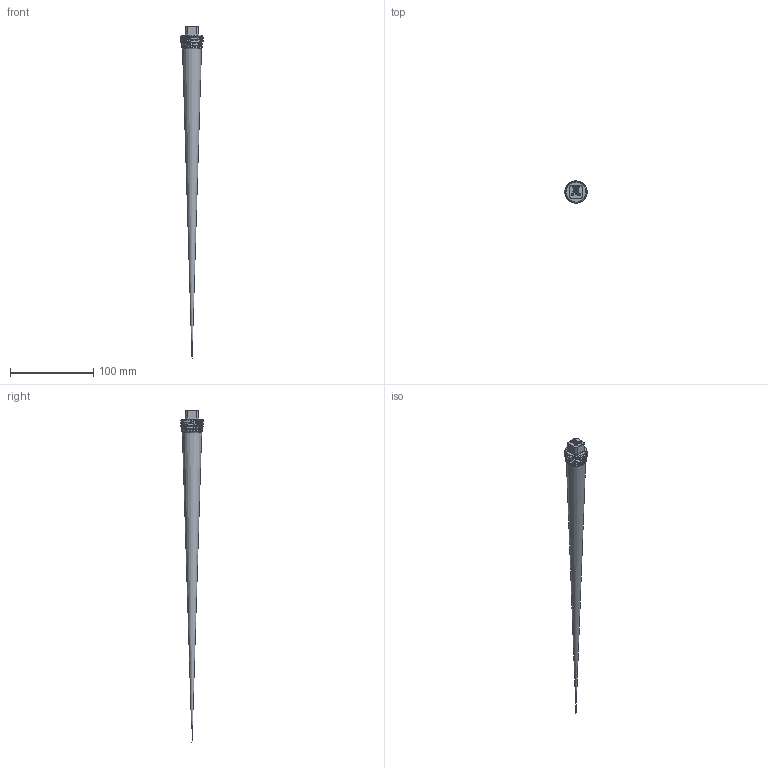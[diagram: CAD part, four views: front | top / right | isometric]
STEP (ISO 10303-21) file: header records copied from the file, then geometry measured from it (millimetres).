
FILE_DESCRIPTION(/* description */ ('CUPX-2 PLUG'),/* implementation_level */ '2;1');
FILE_NAME(/* name */ 'CUPX-2.stp',/* time_stamp */ '2021-03-01T22:34:27+05:00',/* author */ ('lsugumaran'),/* organization */ (''),/* preprocessor_version */ 'ST-DEVELOPER v18',/* originating_system */ 'Autodesk Inventor 2020',/* authorisation */ '');
FILE_SCHEMA (('AUTOMOTIVE_DESIGN { 1 0 10303 214 3 1 1 }'));
Length unit declared in the file: inch
Products named in the file (1): 12991
Bounding box: 26.67 x 26.67 x 398.96 mm (x, y, z)
Volume: 11284.9 mm3; surface area: 32745.6 mm2
Topology: 1 solids, 1 shells, 482 faces, 1293 edges, 855 vertices
Faces by surface type: plane 337, bspline 84, cylinder 35, cone 18, torus 8
Full cylindrical faces by diameter (mm): 0.331 x1, 0.395 x1, 2.898 x1, 3.556 x1, 26.67 x3
Entity records: 19342 total; most frequent: CARTESIAN_POINT 7394, ORIENTED_EDGE 2578, DIRECTION 1922, EDGE_CURVE 1289, LINE 1004, VECTOR 1004, VERTEX_POINT 853, EDGE_LOOP 526
